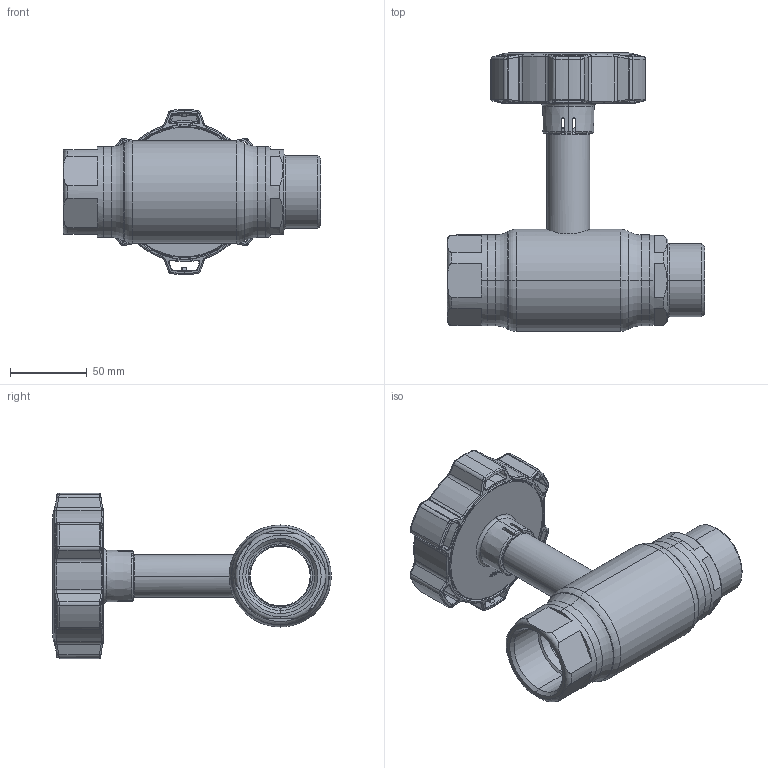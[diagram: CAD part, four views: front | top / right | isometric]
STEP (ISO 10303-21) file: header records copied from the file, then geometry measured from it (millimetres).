
FILE_DESCRIPTION (( 'STEP AP214' ), '1' );
FILE_NAME ('2040002401-0200.step', '2023-12-18T10:01:23', ( '' ), ( '' ), 'SwSTEP 2.0', 'SolidWorks 2021', '' );
FILE_SCHEMA (( 'AUTOMOTIVE_DESIGN' ));
Length unit declared in the file: millimetre
Products named in the file (1): 2040002401-0200
Bounding box: 168 x 182.03 x 107.98 mm (x, y, z)
Surface area: 94800.5 mm2 (no closed solid volume)
Topology: 0 solids, 10 shells, 526 faces, 1526 edges, 977 vertices
Faces by surface type: bspline 152, plane 125, cylinder 121, torus 73, cone 49, sphere 6
Entity records: 31213 total; most frequent: CARTESIAN_POINT 13044, ORIENTED_EDGE 2699, DIRECTION 2227, EDGE_CURVE 1526, VERTEX_POINT 977, AXIS2_PLACEMENT_3D 870, EDGE_LOOP 556, UNCERTAINTY_MEASURE_WITH_UNIT 528
